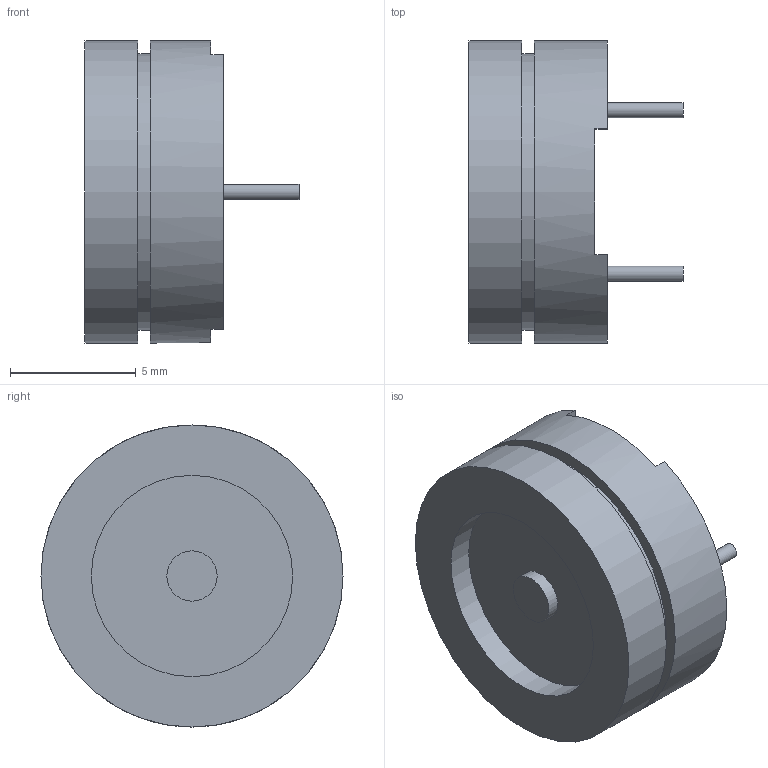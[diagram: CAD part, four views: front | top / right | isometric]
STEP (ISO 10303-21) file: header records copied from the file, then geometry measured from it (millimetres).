
FILE_DESCRIPTION( ( '' ), ' ' );
FILE_NAME( '5bd101e401916214ddd2a37b.step', '2018-10-24T23:36:05', ( '' ), ( '' ), ' ', ' ', ' ' );
FILE_SCHEMA( ( 'AUTOMOTIVE_DESIGN { 1 0 10303 214 1 1 1 1 }' ) );
Length unit declared in the file: metre
Products named in the file (1): Part 1
Bounding box: 8.5 x 12 x 12 mm (x, y, z)
Volume: 536.9 mm3; surface area: 513.4 mm2
Topology: 1 solids, 1 shells, 19 faces, 33 edges, 22 vertices
Faces by surface type: plane 12, cylinder 7
Full cylindrical faces by diameter (mm): 0.6 x2, 2 x1, 8 x1, 11 x1, 12 x2
Entity records: 588 total; most frequent: DIRECTION 82, CARTESIAN_POINT 66, ORIENTED_EDGE 50, AXIS2_PLACEMENT_3D 37, EDGE_LOOP 32, FACE_OUTER_BOUND 26, EDGE_CURVE 25, VERTEX_POINT 21
